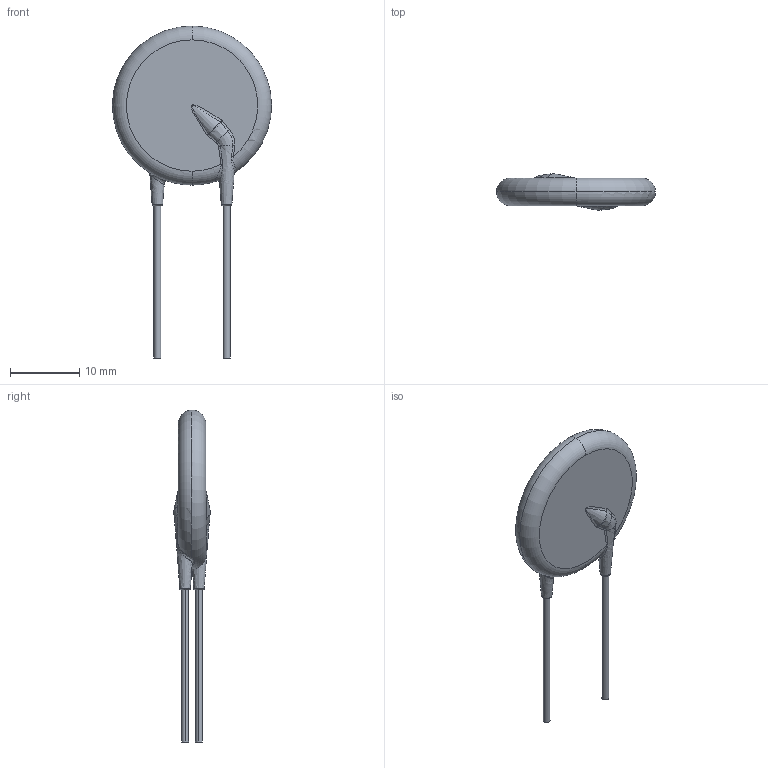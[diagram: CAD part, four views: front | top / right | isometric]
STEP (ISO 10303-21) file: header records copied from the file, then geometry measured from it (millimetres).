
FILE_DESCRIPTION(('FreeCAD Model'),'2;1');
FILE_NAME('varistor_a842.stp','2020-01-23T12:33:31',('Author'),(''), 'Open CASCADE STEP processor 7.3','FreeCAD','Unknown');
FILE_SCHEMA(('AUTOMOTIVE_DESIGN { 1 0 10303 214 1 1 1 1 }'));
Length unit declared in the file: millimetre
Products named in the file (1): 1
Bounding box: 23 x 5.29 x 48 mm (x, y, z)
Volume: 1614.8 mm3; surface area: 1181.5 mm2
Topology: 1 solids, 1 shells, 54 faces, 132 edges, 78 vertices
Faces by surface type: bspline 36, torus 6, plane 6, cylinder 4, cone 2
Entity records: 27048 total; most frequent: CARTESIAN_POINT 24680, B_SPLINE_CURVE_WITH_KNOTS 276, ORIENTED_EDGE 256, PCURVE 256, DEFINITIONAL_REPRESENTATION 256, DIRECTION 176, EDGE_CURVE 128, SURFACE_CURVE 126
